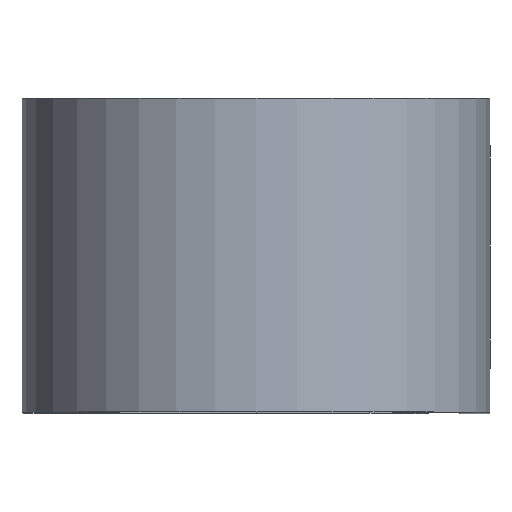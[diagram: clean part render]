
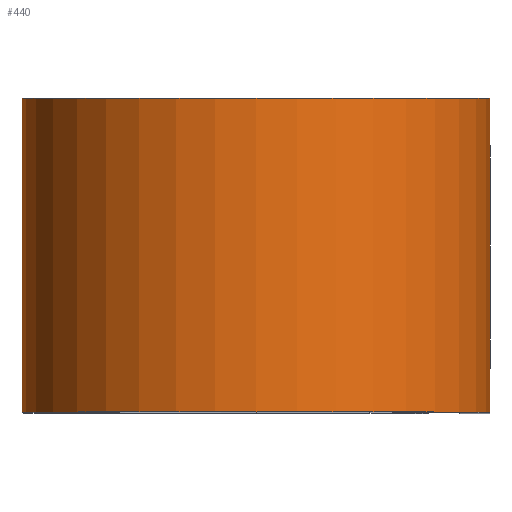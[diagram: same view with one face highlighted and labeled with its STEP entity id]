
A CAD part, top view. The second image highlights one B-rep face of the part: STEP entity #440.
In plain terms, the highlighted cylindrical face has radius 11.836 mm (diameter 23.673 mm), a partial arc.
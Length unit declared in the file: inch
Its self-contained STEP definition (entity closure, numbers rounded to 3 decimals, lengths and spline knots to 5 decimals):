
#21 = ORIENTED_EDGE ( 'NONE', *, *, #849, .F. ) ;
#34 = AXIS2_PLACEMENT_3D ( 'NONE', #412, #470, #802 ) ;
#68 = DIRECTION ( 'NONE',  ( 1., 0., 0. ) ) ;
#103 = EDGE_CURVE ( 'NONE', #354, #830, #682, .T. ) ;
#139 = VERTEX_POINT ( 'NONE', #183 ) ;
#172 = CIRCLE ( 'NONE', #761, 0.466 ) ;
#175 = ORIENTED_EDGE ( 'NONE', *, *, #803, .T. ) ;
#181 = DIRECTION ( 'NONE',  ( 0., 1., 0. ) ) ;
#183 = CARTESIAN_POINT ( 'NONE',  ( 0.466, 0.3125, 0.812 ) ) ;
#201 = VECTOR ( 'NONE', #607, 39.37008 ) ;
#211 = CARTESIAN_POINT ( 'NONE',  ( -0.466, -0.3125, 0.812 ) ) ;
#221 = LINE ( 'NONE', #797, #201 ) ;
#267 = ORIENTED_EDGE ( 'NONE', *, *, #103, .T. ) ;
#343 = EDGE_CURVE ( 'NONE', #139, #830, #610, .T. ) ;
#354 = VERTEX_POINT ( 'NONE', #211 ) ;
#399 = CARTESIAN_POINT ( 'NONE',  ( 0.466, 0.3125, 0.812 ) ) ;
#412 = CARTESIAN_POINT ( 'NONE',  ( 0., 0.3125, 0.812 ) ) ;
#414 = CARTESIAN_POINT ( 'NONE',  ( 0.466, -0.3125, 0.812 ) ) ;
#440 = ADVANCED_FACE ( 'NONE', ( #861 ), #498, .T. ) ;
#470 = DIRECTION ( 'NONE',  ( 0., -1., 0. ) ) ;
#474 = DIRECTION ( 'NONE',  ( 0., 1., 0. ) ) ;
#498 = CYLINDRICAL_SURFACE ( 'NONE', #34, 0.466 ) ;
#569 = CARTESIAN_POINT ( 'NONE',  ( 0., -0.3125, 0.812 ) ) ;
#586 = VECTOR ( 'NONE', #789, 39.37008 ) ;
#607 = DIRECTION ( 'NONE',  ( 0., -1., 0. ) ) ;
#610 = LINE ( 'NONE', #399, #586 ) ;
#622 = EDGE_LOOP ( 'NONE', ( #267, #862, #21, #175 ) ) ;
#623 = AXIS2_PLACEMENT_3D ( 'NONE', #569, #181, #640 ) ;
#640 = DIRECTION ( 'NONE',  ( 1., 0., 0. ) ) ;
#664 = VERTEX_POINT ( 'NONE', #840 ) ;
#682 = CIRCLE ( 'NONE', #623, 0.466 ) ;
#761 = AXIS2_PLACEMENT_3D ( 'NONE', #863, #474, #68 ) ;
#789 = DIRECTION ( 'NONE',  ( 0., -1., 0. ) ) ;
#797 = CARTESIAN_POINT ( 'NONE',  ( -0.466, 0.3125, 0.812 ) ) ;
#802 = DIRECTION ( 'NONE',  ( 0., 0., -1. ) ) ;
#803 = EDGE_CURVE ( 'NONE', #664, #354, #221, .T. ) ;
#830 = VERTEX_POINT ( 'NONE', #414 ) ;
#840 = CARTESIAN_POINT ( 'NONE',  ( -0.466, 0.3125, 0.812 ) ) ;
#849 = EDGE_CURVE ( 'NONE', #664, #139, #172, .T. ) ;
#861 = FACE_OUTER_BOUND ( 'NONE', #622, .T. ) ;
#862 = ORIENTED_EDGE ( 'NONE', *, *, #343, .F. ) ;
#863 = CARTESIAN_POINT ( 'NONE',  ( 0., 0.3125, 0.812 ) ) ;
